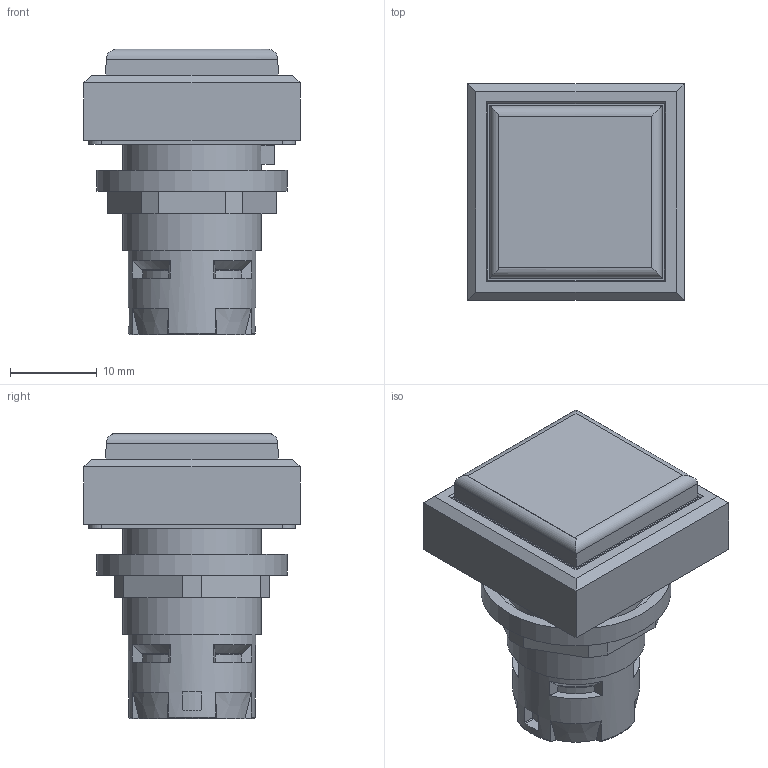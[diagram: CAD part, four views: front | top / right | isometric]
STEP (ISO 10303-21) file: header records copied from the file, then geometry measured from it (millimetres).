
FILE_DESCRIPTION(/* description */ (''),/* implementation_level */ '2;1');
FILE_NAME(/* name */ 'QXDM.stp',/* time_stamp */ '2020-09-17T10:39:45+02:00',/* author */ ('thagel'),/* organization */ (''),/* preprocessor_version */ 'ST-DEVELOPER v17.2',/* originating_system */ 'Autodesk Inventor 2019',/* authorisation */ '');
FILE_SCHEMA (('AUTOMOTIVE_DESIGN { 1 0 10303 214 3 1 1 }'));
Length unit declared in the file: millimetre
Products named in the file (1): QXDM
Bounding box: 25 x 25 x 33 mm (x, y, z)
Volume: 10484 mm3; surface area: 4589.8 mm2
Topology: 1 solids, 10 shells, 194 faces, 470 edges, 303 vertices
Faces by surface type: plane 107, cylinder 52, torus 15, cone 12, bspline 8
Full cylindrical faces by diameter (mm): 2 x4, 12.1 x1, 14.7 x1, 16 x2, 16.15 x1, 16.5 x1, 19.5 x1, 22 x1
Entity records: 6281 total; most frequent: CARTESIAN_POINT 1808, ORIENTED_EDGE 924, DIRECTION 900, EDGE_CURVE 462, AXIS2_PLACEMENT_3D 331, VERTEX_POINT 303, LINE 238, VECTOR 238
